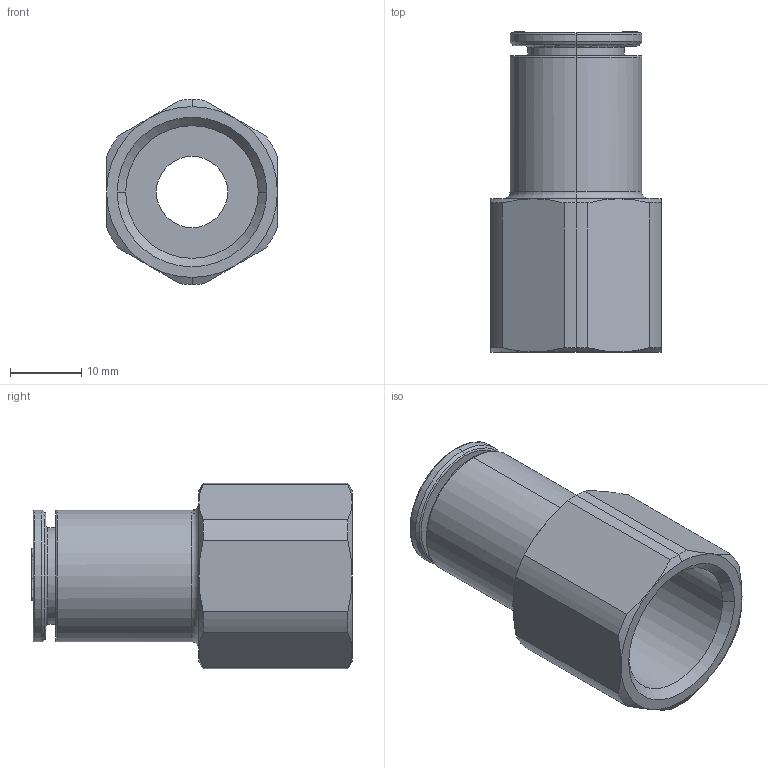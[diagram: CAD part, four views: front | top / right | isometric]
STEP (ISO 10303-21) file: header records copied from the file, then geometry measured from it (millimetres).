
FILE_DESCRIPTION(('STEP AP214'),'1');
FILE_NAME('6814_12_21.stp','2016-07-07T14:44:05',('TraceParts'),('TraceParts S.A.'),'Spatial InterOp 3D',' ',' ');
FILE_SCHEMA(('automotive_design'));
Length unit declared in the file: millimetre
Products named in the file (6): 6814 12 21|44112-18_ASM_1399#44112-18_ASM|44112-20_ASM_1397#44112-20_ASM|44112-31_1394#44112-31;Solide1; 6814 12 21|44112-18_ASM_1399#44112-18_ASM|44112-20_ASM_1397#44112-20_ASM|44112-30_1395#44112-30;Solide1; 6814 12 21|44112-18_ASM_1399#44112-18_ASM|44112-20_ASM_1397#44112-20_ASM|44112_1396#44112;Solide1; 6814 12 21|44112-18_ASM_1399#44112-18_ASM|44112-40_1398#44112-40;Solide1; 6814 12 21|44412-11-69_1393#44412-11-69;Solide1; 6814 12 21|44112-11-10-ASM_1400#44112-11-10-ASM;Solide1
Bounding box: 24 x 44.95 x 26 mm (x, y, z)
Volume: 8139.2 mm3; surface area: 9126 mm2
Topology: 6 solids, 6 shells, 638 faces, 1609 edges, 1002 vertices
Faces by surface type: plane 230, cylinder 113, cone 106, torus 93, bspline 92, sphere 4
Entity records: 29721 total; most frequent: CARTESIAN_POINT 9203, DIRECTION 3226, ORIENTED_EDGE 3214, EDGE_CURVE 1607, AXIS2_PLACEMENT_3D 1193, VERTEX_POINT 1002, LINE 840, VECTOR 840
